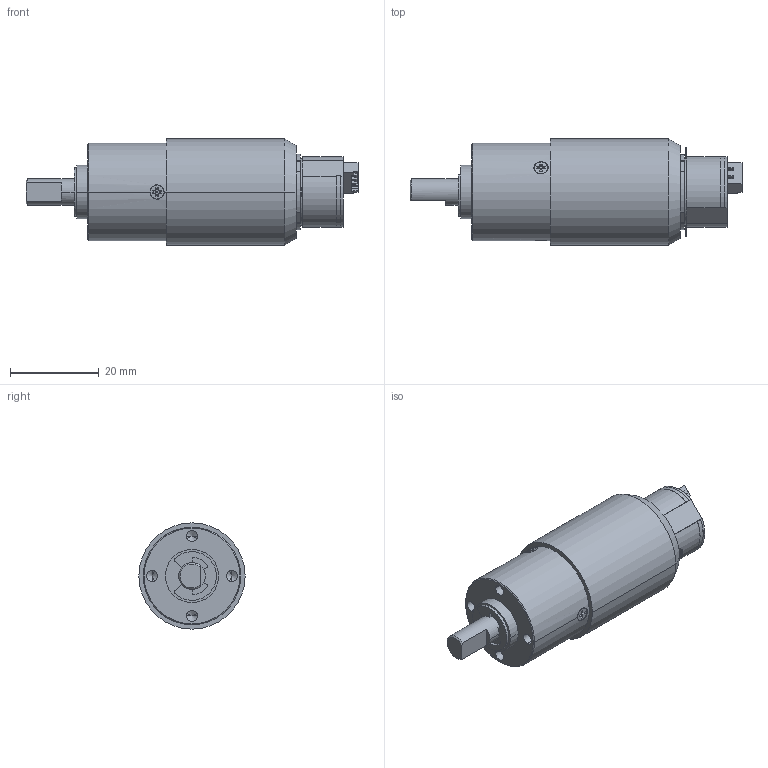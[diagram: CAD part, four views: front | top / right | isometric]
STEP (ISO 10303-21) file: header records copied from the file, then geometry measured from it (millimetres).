
FILE_DESCRIPTION((''),'2;1');
FILE_NAME('4696320000860_SW0001','2023-04-28T14:11:57',('BU5.RD'),(''),'CREO PARAMETRIC BY PTC INC, 2018100','CREO PARAMETRIC BY PTC INC, 2018100','');
FILE_SCHEMA(('CONFIG_CONTROL_DESIGN'));
Length unit declared in the file: millimetre
Products named in the file (1): 4696320000860_SW0001
Bounding box: 75 x 24 x 24 mm (x, y, z)
Volume: 22465.5 mm3; surface area: 5532.8 mm2
Topology: 3 solids, 3 shells, 258 faces, 678 edges, 438 vertices
Faces by surface type: plane 182, cylinder 57, cone 19
Entity records: 7927 total; most frequent: CARTESIAN_POINT 1454, ORIENTED_EDGE 1340, DIRECTION 1301, EDGE_CURVE 670, VECTOR 531, LINE 531, VERTEX_POINT 438, AXIS2_PLACEMENT_3D 385
